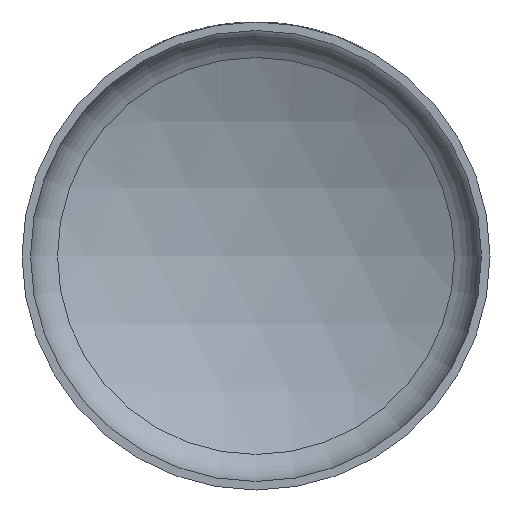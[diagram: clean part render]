
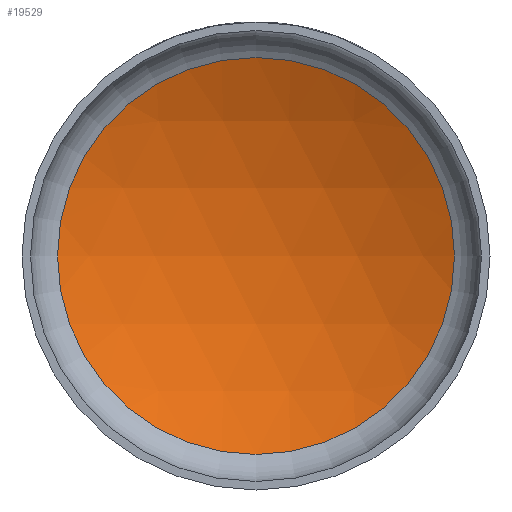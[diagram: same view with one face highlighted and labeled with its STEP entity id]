
A CAD part, front view. The second image highlights one B-rep face of the part: STEP entity #19529.
In plain terms, the highlighted spherical face has radius 219.1 mm.
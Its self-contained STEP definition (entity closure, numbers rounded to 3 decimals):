
#690 = DIRECTION ( 'NONE',  ( 0., -1., 0. ) ) ;
#1751 = CIRCLE ( 'NONE', #16956, 92.933 ) ;
#2524 = DIRECTION ( 'NONE',  ( 0., 0., -1. ) ) ;
#6096 = CARTESIAN_POINT ( 'NONE',  ( 0., -158.573, 0. ) ) ;
#6344 = ORIENTED_EDGE ( 'NONE', *, *, #6822, .T. ) ;
#6822 = EDGE_CURVE ( 'NONE', #16216, #16216, #1751, .T. ) ;
#7588 = SPHERICAL_SURFACE ( 'NONE', #16778, 219.1 ) ;
#7671 = CARTESIAN_POINT ( 'NONE',  ( 0., 39.841, -92.933 ) ) ;
#11397 = CARTESIAN_POINT ( 'NONE',  ( 0., 39.841, 0. ) ) ;
#15234 = DIRECTION ( 'NONE',  ( 0., 0., 1. ) ) ;
#16216 = VERTEX_POINT ( 'NONE', #7671 ) ;
#16778 = AXIS2_PLACEMENT_3D ( 'NONE', #6096, #15234, #18905 ) ;
#16956 = AXIS2_PLACEMENT_3D ( 'NONE', #11397, #690, #2524 ) ;
#17542 = FACE_OUTER_BOUND ( 'NONE', #21300, .T. ) ;
#18905 = DIRECTION ( 'NONE',  ( 1., 0., 0. ) ) ;
#19529 = ADVANCED_FACE ( 'NONE', ( #17542 ), #7588, .F. ) ;
#21300 = EDGE_LOOP ( 'NONE', ( #6344 ) ) ;
